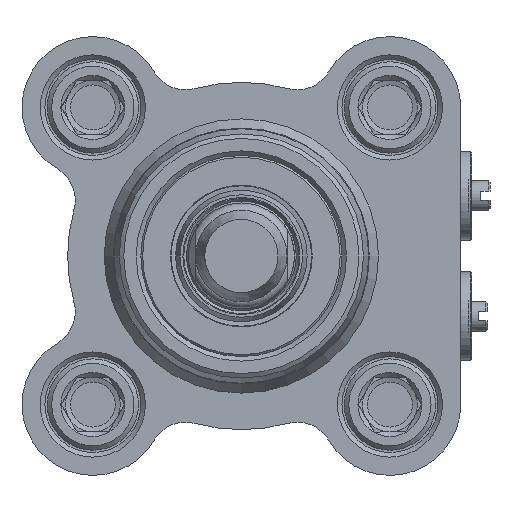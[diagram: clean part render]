
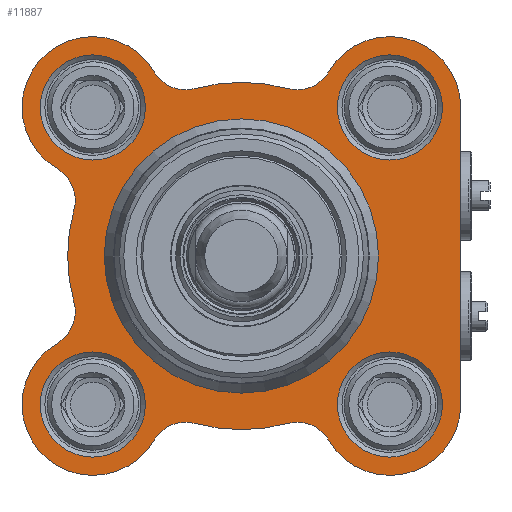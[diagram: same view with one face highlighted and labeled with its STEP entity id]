
A CAD part, front view. The second image highlights one B-rep face of the part: STEP entity #11887.
In plain terms, the highlighted face is planar.
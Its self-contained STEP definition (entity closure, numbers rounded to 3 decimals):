
#11047=CARTESIAN_POINT('',(15.,0.0,32.3));
#11048=VERTEX_POINT('',#11047);
#11049=CARTESIAN_POINT('',(0.0,0.0,32.3));
#11050=DIRECTION('',(0.0,0.0,1.0));
#11051=DIRECTION('',(1.0,0.0,0.0));
#11052=AXIS2_PLACEMENT_3D('',#11049,#11050,#11051);
#11053=CIRCLE('',#11052,15.);
#11054=EDGE_CURVE('',#11048,#11048,#11053,.T.);
#11064=CARTESIAN_POINT('',(5.042,-18.319,32.3));
#11065=VERTEX_POINT('',#11064);
#11074=CARTESIAN_POINT('',(-5.042,-18.319,32.3));
#11075=VERTEX_POINT('',#11074);
#11076=CARTESIAN_POINT('',(0.0,0.0,32.3));
#11077=DIRECTION('',(0.0,0.0,1.0));
#11078=DIRECTION('',(1.0,0.0,0.0));
#11079=AXIS2_PLACEMENT_3D('',#11076,#11077,#11078);
#11080=CIRCLE('',#11079,19.0);
#11081=EDGE_CURVE('',#11075,#11065,#11080,.T.);
#11106=CARTESIAN_POINT('',(-18.319,-5.042,32.3));
#11107=VERTEX_POINT('',#11106);
#11116=CARTESIAN_POINT('',(-18.319,5.042,32.3));
#11117=VERTEX_POINT('',#11116);
#11118=CARTESIAN_POINT('',(0.0,0.0,32.3));
#11119=DIRECTION('',(0.0,0.0,1.0));
#11120=DIRECTION('',(1.0,0.0,0.0));
#11121=AXIS2_PLACEMENT_3D('',#11118,#11119,#11120);
#11122=CIRCLE('',#11121,19.0);
#11123=EDGE_CURVE('',#11117,#11107,#11122,.T.);
#11148=CARTESIAN_POINT('',(-5.042,18.319,32.3));
#11149=VERTEX_POINT('',#11148);
#11158=CARTESIAN_POINT('',(5.042,18.319,32.3));
#11159=VERTEX_POINT('',#11158);
#11160=CARTESIAN_POINT('',(0.0,0.0,32.3));
#11161=DIRECTION('',(0.0,0.0,1.0));
#11162=DIRECTION('',(1.0,0.0,0.0));
#11163=AXIS2_PLACEMENT_3D('',#11160,#11161,#11162);
#11164=CIRCLE('',#11163,19.0);
#11165=EDGE_CURVE('',#11159,#11149,#11164,.T.);
#11190=CARTESIAN_POINT('',(24.,16.25,32.3));
#11191=VERTEX_POINT('',#11190);
#11192=CARTESIAN_POINT('',(24.,-16.25,32.3));
#11193=VERTEX_POINT('',#11192);
#11194=CARTESIAN_POINT('',(24.,16.25,32.3));
#11195=DIRECTION('',(0.0,-1.0,0.0));
#11196=VECTOR('',#11195,32.5);
#11197=LINE('',#11194,#11196);
#11198=EDGE_CURVE('',#11191,#11193,#11197,.T.);
#11360=CARTESIAN_POINT('',(-9.558,-20.158,32.3));
#11361=VERTEX_POINT('',#11360);
#11362=CARTESIAN_POINT('',(-6.103,-22.175,32.3));
#11363=DIRECTION('',(0.0,0.0,1.0));
#11364=DIRECTION('',(-0.377,0.926,0.0));
#11365=AXIS2_PLACEMENT_3D('',#11362,#11363,#11364);
#11366=CIRCLE('',#11365,4.0);
#11367=EDGE_CURVE('',#11075,#11361,#11366,.T.);
#11395=CARTESIAN_POINT('',(9.558,-20.158,32.3));
#11396=VERTEX_POINT('',#11395);
#11411=CARTESIAN_POINT('',(16.25,-16.25,32.3));
#11412=DIRECTION('',(0.0,0.0,-1.0));
#11413=DIRECTION('',(1.0,0.0,0.0));
#11414=AXIS2_PLACEMENT_3D('',#11411,#11412,#11413);
#11415=CIRCLE('',#11414,7.75);
#11416=EDGE_CURVE('',#11193,#11396,#11415,.T.);
#11434=CARTESIAN_POINT('',(6.103,-22.175,32.3));
#11435=DIRECTION('',(0.0,0.0,1.0));
#11436=DIRECTION('',(0.377,0.926,0.0));
#11437=AXIS2_PLACEMENT_3D('',#11434,#11435,#11436);
#11438=CIRCLE('',#11437,4.0);
#11439=EDGE_CURVE('',#11396,#11065,#11438,.T.);
#11450=CARTESIAN_POINT('',(9.558,20.158,32.3));
#11451=VERTEX_POINT('',#11450);
#11460=CARTESIAN_POINT('',(16.25,16.25,32.3));
#11461=DIRECTION('',(0.0,0.0,-1.0));
#11462=DIRECTION('',(1.0,0.0,0.0));
#11463=AXIS2_PLACEMENT_3D('',#11460,#11461,#11462);
#11464=CIRCLE('',#11463,7.75);
#11465=EDGE_CURVE('',#11451,#11191,#11464,.T.);
#11483=CARTESIAN_POINT('',(6.103,22.175,32.3));
#11484=DIRECTION('',(0.0,0.0,1.0));
#11485=DIRECTION('',(0.377,-0.926,0.0));
#11486=AXIS2_PLACEMENT_3D('',#11483,#11484,#11485);
#11487=CIRCLE('',#11486,4.0);
#11488=EDGE_CURVE('',#11159,#11451,#11487,.T.);
#11516=CARTESIAN_POINT('',(-9.558,20.158,32.3));
#11517=VERTEX_POINT('',#11516);
#11524=CARTESIAN_POINT('',(-6.103,22.175,32.3));
#11525=DIRECTION('',(0.0,0.0,1.0));
#11526=DIRECTION('',(-0.377,-0.926,0.0));
#11527=AXIS2_PLACEMENT_3D('',#11524,#11525,#11526);
#11528=CIRCLE('',#11527,4.0);
#11529=EDGE_CURVE('',#11517,#11149,#11528,.T.);
#11540=CARTESIAN_POINT('',(-20.158,9.558,32.3));
#11541=VERTEX_POINT('',#11540);
#11550=CARTESIAN_POINT('',(-16.25,16.25,32.3));
#11551=DIRECTION('',(0.0,0.0,-1.0));
#11552=DIRECTION('',(1.0,0.0,0.0));
#11553=AXIS2_PLACEMENT_3D('',#11550,#11551,#11552);
#11554=CIRCLE('',#11553,7.75);
#11555=EDGE_CURVE('',#11541,#11517,#11554,.T.);
#11573=CARTESIAN_POINT('',(-22.175,6.103,32.3));
#11574=DIRECTION('',(0.0,0.0,1.0));
#11575=DIRECTION('',(0.926,0.377,0.0));
#11576=AXIS2_PLACEMENT_3D('',#11573,#11574,#11575);
#11577=CIRCLE('',#11576,4.0);
#11578=EDGE_CURVE('',#11117,#11541,#11577,.T.);
#11599=CARTESIAN_POINT('',(-20.158,-9.558,32.3));
#11600=VERTEX_POINT('',#11599);
#11615=CARTESIAN_POINT('',(-16.25,-16.25,32.3));
#11616=DIRECTION('',(0.0,0.0,-1.0));
#11617=DIRECTION('',(1.0,0.0,0.0));
#11618=AXIS2_PLACEMENT_3D('',#11615,#11616,#11617);
#11619=CIRCLE('',#11618,7.75);
#11620=EDGE_CURVE('',#11361,#11600,#11619,.T.);
#11638=CARTESIAN_POINT('',(-22.175,-6.103,32.3));
#11639=DIRECTION('',(0.0,0.0,1.0));
#11640=DIRECTION('',(0.926,-0.377,0.0));
#11641=AXIS2_PLACEMENT_3D('',#11638,#11639,#11640);
#11642=CIRCLE('',#11641,4.0);
#11643=EDGE_CURVE('',#11600,#11107,#11642,.T.);
#11707=CARTESIAN_POINT('',(22.0,16.25,32.3));
#11708=VERTEX_POINT('',#11707);
#11709=CARTESIAN_POINT('',(16.25,16.25,32.3));
#11710=DIRECTION('',(0.0,0.0,1.0));
#11711=DIRECTION('',(-1.0,0.0,0.0));
#11712=AXIS2_PLACEMENT_3D('',#11709,#11710,#11711);
#11713=CIRCLE('',#11712,5.75);
#11714=EDGE_CURVE('',#11708,#11708,#11713,.T.);
#11755=CARTESIAN_POINT('',(22.0,-16.25,32.3));
#11756=VERTEX_POINT('',#11755);
#11757=CARTESIAN_POINT('',(16.25,-16.25,32.3));
#11758=DIRECTION('',(0.0,0.0,1.0));
#11759=DIRECTION('',(-1.0,0.0,0.0));
#11760=AXIS2_PLACEMENT_3D('',#11757,#11758,#11759);
#11761=CIRCLE('',#11760,5.75);
#11762=EDGE_CURVE('',#11756,#11756,#11761,.T.);
#11803=CARTESIAN_POINT('',(-10.5,-16.25,32.3));
#11804=VERTEX_POINT('',#11803);
#11805=CARTESIAN_POINT('',(-16.25,-16.25,32.3));
#11806=DIRECTION('',(0.0,0.0,1.0));
#11807=DIRECTION('',(-1.0,0.0,0.0));
#11808=AXIS2_PLACEMENT_3D('',#11805,#11806,#11807);
#11809=CIRCLE('',#11808,5.75);
#11810=EDGE_CURVE('',#11804,#11804,#11809,.T.);
#11843=CARTESIAN_POINT('',(17.0,0.0,32.3));
#11844=DIRECTION('',(0.0,0.0,1.0));
#11845=DIRECTION('',(1.0,0.0,0.0));
#11846=AXIS2_PLACEMENT_3D('',#11843,#11844,#11845);
#11847=PLANE('',#11846);
#11848=ORIENTED_EDGE('',*,*,#11081,.T.);
#11849=ORIENTED_EDGE('',*,*,#11439,.F.);
#11850=ORIENTED_EDGE('',*,*,#11416,.F.);
#11851=ORIENTED_EDGE('',*,*,#11198,.F.);
#11852=ORIENTED_EDGE('',*,*,#11465,.F.);
#11853=ORIENTED_EDGE('',*,*,#11488,.F.);
#11854=ORIENTED_EDGE('',*,*,#11165,.T.);
#11855=ORIENTED_EDGE('',*,*,#11529,.F.);
#11856=ORIENTED_EDGE('',*,*,#11555,.F.);
#11857=ORIENTED_EDGE('',*,*,#11578,.F.);
#11858=ORIENTED_EDGE('',*,*,#11123,.T.);
#11859=ORIENTED_EDGE('',*,*,#11643,.F.);
#11860=ORIENTED_EDGE('',*,*,#11620,.F.);
#11861=ORIENTED_EDGE('',*,*,#11367,.F.);
#11862=EDGE_LOOP('',(#11848,#11849,#11850,#11851,#11852,#11853,#11854,#11855,#11856,#11857,#11858,#11859,#11860,#11861));
#11863=FACE_OUTER_BOUND('',#11862,.T.);
#11864=ORIENTED_EDGE('',*,*,#11810,.F.);
#11865=EDGE_LOOP('',(#11864));
#11866=FACE_BOUND('',#11865,.T.);
#11867=ORIENTED_EDGE('',*,*,#11714,.F.);
#11868=EDGE_LOOP('',(#11867));
#11869=FACE_BOUND('',#11868,.T.);
#11870=ORIENTED_EDGE('',*,*,#11054,.F.);
#11871=EDGE_LOOP('',(#11870));
#11872=FACE_BOUND('',#11871,.T.);
#11873=ORIENTED_EDGE('',*,*,#11762,.F.);
#11874=EDGE_LOOP('',(#11873));
#11875=FACE_BOUND('',#11874,.T.);
#11876=CARTESIAN_POINT('',(-10.5,16.25,32.3));
#11877=VERTEX_POINT('',#11876);
#11878=CARTESIAN_POINT('',(-16.25,16.25,32.3));
#11879=DIRECTION('',(0.0,0.0,1.0));
#11880=DIRECTION('',(-1.0,0.0,0.0));
#11881=AXIS2_PLACEMENT_3D('',#11878,#11879,#11880);
#11882=CIRCLE('',#11881,5.75);
#11883=EDGE_CURVE('',#11877,#11877,#11882,.T.);
#11884=ORIENTED_EDGE('',*,*,#11883,.F.);
#11885=EDGE_LOOP('',(#11884));
#11886=FACE_BOUND('',#11885,.T.);
#11887=ADVANCED_FACE('',(#11863,#11866,#11869,#11872,#11875,#11886),#11847,.T.);
